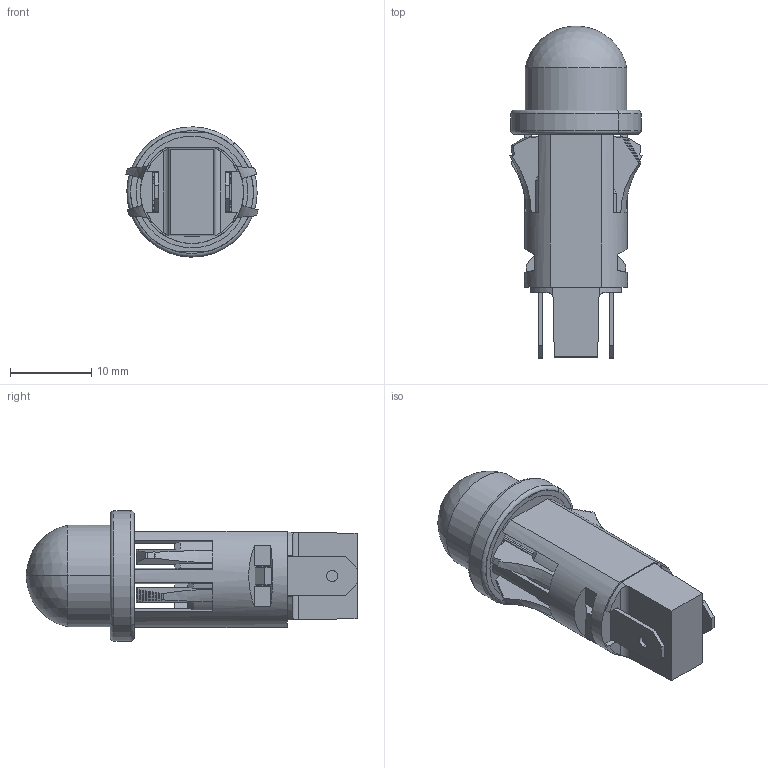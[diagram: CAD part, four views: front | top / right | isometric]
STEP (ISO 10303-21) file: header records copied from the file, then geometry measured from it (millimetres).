
FILE_DESCRIPTION (( 'STEP AP214' ), '1' );
FILE_NAME ('1091QAXB-XXV.STEP', '2016-01-18T21:23:34', ( 'user' ), ( 'Microsoft' ), 'SwSTEP 2.0', 'SolidWorks 2014', '' );
FILE_SCHEMA (( 'AUTOMOTIVE_DESIGN' ));
Length unit declared in the file: inch
Products named in the file (6): D11441 - B1607; MT4469 - C9470; MB0460x - B10033; E53911-A; E14064-A - C8185; 1091QAXB-XXV
Assembly tree (6 placements, depth 2):
  1091QAXB-XXV
    E14064-A - C8185
    E53911-A
    MB0460x - B10033
    MT4469 - C9470  x2
    D11441 - B1607
Bounding box: 16.28 x 40.75 x 16 mm (x, y, z)
Volume: 1796.1 mm3; surface area: 4606 mm2
Topology: 6 solids, 6 shells, 485 faces, 1300 edges, 830 vertices
Faces by surface type: plane 219, cylinder 181, cone 59, sphere 14, torus 12
Entity records: 14676 total; most frequent: CARTESIAN_POINT 2895, ORIENTED_EDGE 2448, DIRECTION 2428, EDGE_CURVE 1224, AXIS2_PLACEMENT_3D 869, VERTEX_POINT 782, LINE 690, VECTOR 690
